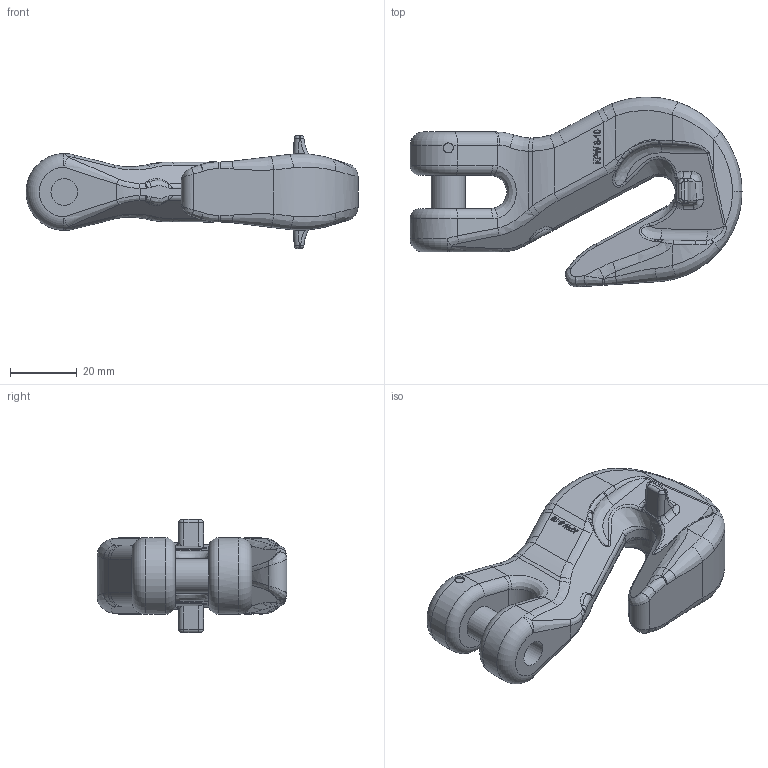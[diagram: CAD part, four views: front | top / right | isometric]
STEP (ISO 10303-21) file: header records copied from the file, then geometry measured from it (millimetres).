
FILE_DESCRIPTION(/* description */ (''),/* implementation_level */ '2;1');
FILE_NAME(/* name */ 'pewag_KPW_8.stp',/* time_stamp */ '2022-06-29T16:41:44+02:00',/* author */ (''),/* organization */ (''),/* preprocessor_version */ 'ST-DEVELOPER v16',/* originating_system */ 'SIEMENS PLM Software NX 11.0',/* authorisation */ '');
FILE_SCHEMA (('AUTOMOTIVE_DESIGN { 1 0 10303 214 3 1 1 1 }'));
Length unit declared in the file: millimetre
Products named in the file (1): KSE44B0A9CF4qsl
Bounding box: 99.65 x 56.97 x 34 mm (x, y, z)
Volume: 58040 mm3; surface area: 14937.5 mm2
Topology: 3 solids, 3 shells, 458 faces, 1095 edges, 651 vertices
Faces by surface type: bspline 197, plane 120, cylinder 62, extrusion 60, torus 12, sphere 6, cone 1
Full cylindrical faces by diameter (mm): 3 x3, 8 x1, 10.3 x3
Entity records: 19854 total; most frequent: CARTESIAN_POINT 10829, ORIENTED_EDGE 2130, DIRECTION 1329, EDGE_CURVE 1065, VERTEX_POINT 644, B_SPLINE_CURVE_WITH_KNOTS 515, EDGE_LOOP 495, AXIS2_PLACEMENT_3D 468
